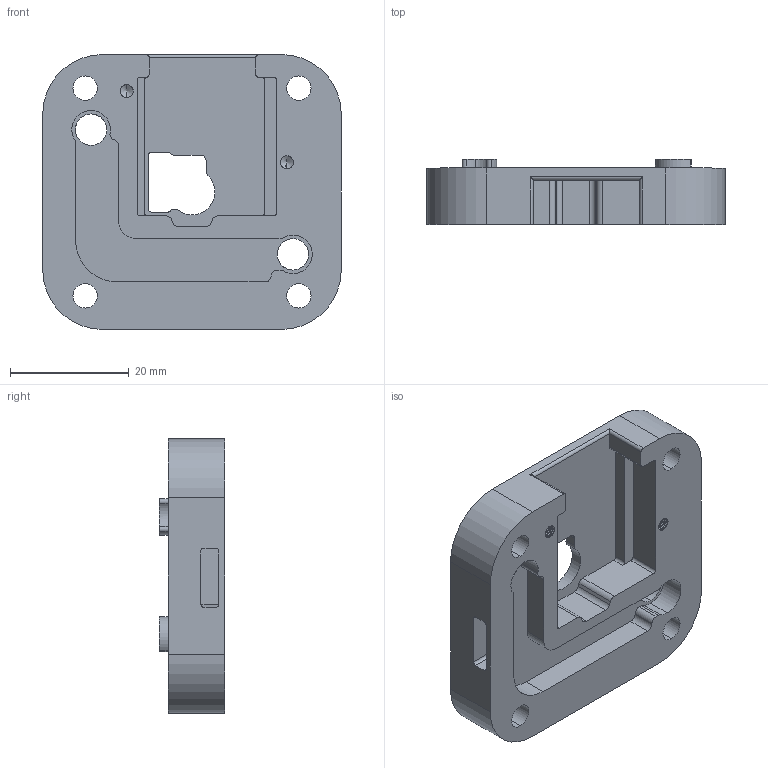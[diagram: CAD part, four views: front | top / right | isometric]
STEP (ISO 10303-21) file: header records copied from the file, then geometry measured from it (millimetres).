
FILE_DESCRIPTION (( 'STEP AP214' ), '1' );
FILE_NAME ('electronics_housing.STEP', '2023-07-29T03:42:12', ( '' ), ( '' ), 'SwSTEP 2.0', 'SolidWorks 2021', '' );
FILE_SCHEMA (( 'AUTOMOTIVE_DESIGN' ));
Length unit declared in the file: millimetre
Products named in the file (1): electronics_housing
Bounding box: 50.28 x 11 x 46.28 mm (x, y, z)
Volume: 13951.3 mm3; surface area: 7740.1 mm2
Topology: 1 solids, 1 shells, 169 faces, 485 edges, 316 vertices
Faces by surface type: cylinder 116, plane 43, bspline 6, cone 4
Entity records: 7860 total; most frequent: CARTESIAN_POINT 3539, ORIENTED_EDGE 962, DIRECTION 872, EDGE_CURVE 481, AXIS2_PLACEMENT_3D 317, VERTEX_POINT 316, VECTOR 238, LINE 238
